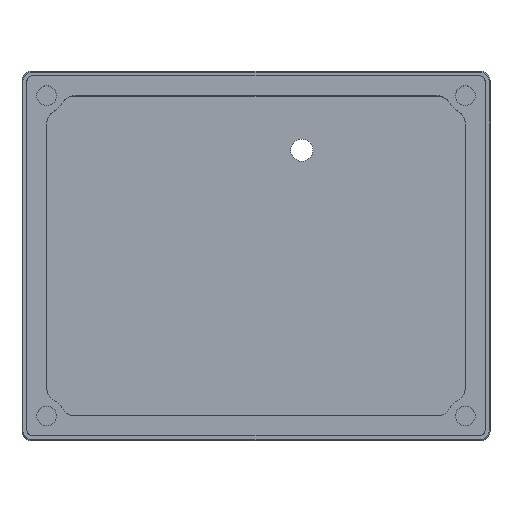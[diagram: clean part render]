
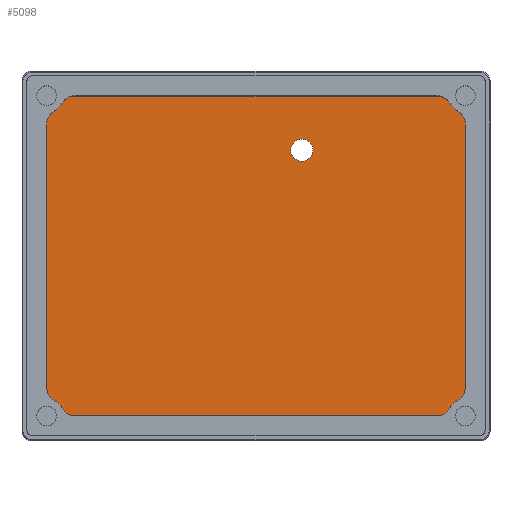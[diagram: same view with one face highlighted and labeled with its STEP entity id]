
A CAD part, top view. The second image highlights one B-rep face of the part: STEP entity #5098.
In plain terms, the highlighted planar face has unit normal (0, 0, 1).
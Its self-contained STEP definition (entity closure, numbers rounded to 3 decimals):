
#227 = CARTESIAN_POINT ( 'NONE',  ( 47.5, 37.5, -20. ) ) ;
#422 = CARTESIAN_POINT ( 'NONE',  ( 47.5, 32.5, -20. ) ) ;
#439 = EDGE_CURVE ( 'NONE', #1253, #4421, #3200, .T. ) ;
#590 = LINE ( 'NONE', #5312, #5332 ) ;
#664 = EDGE_LOOP ( 'NONE', ( #4871, #1423, #2057, #1039 ) ) ;
#674 = FACE_BOUND ( 'NONE', #2829, .T. ) ;
#759 = EDGE_CURVE ( 'NONE', #3311, #1075, #2195, .T. ) ;
#765 = AXIS2_PLACEMENT_3D ( 'NONE', #5482, #2949, #4633 ) ;
#768 = ORIENTED_EDGE ( 'NONE', *, *, #2082, .F. ) ;
#1039 = ORIENTED_EDGE ( 'NONE', *, *, #3307, .T. ) ;
#1045 = AXIS2_PLACEMENT_3D ( 'NONE', #5067, #2974, #5086 ) ;
#1075 = VERTEX_POINT ( 'NONE', #3376 ) ;
#1222 = VECTOR ( 'NONE', #5535, 1000. ) ;
#1236 = DIRECTION ( 'NONE',  ( 0., -1., 0. ) ) ;
#1253 = VERTEX_POINT ( 'NONE', #1375 ) ;
#1375 = CARTESIAN_POINT ( 'NONE',  ( 7.05, 21.5, -20. ) ) ;
#1423 = ORIENTED_EDGE ( 'NONE', *, *, #759, .F. ) ;
#1781 = CARTESIAN_POINT ( 'NONE',  ( 47.5, -32.5, -20. ) ) ;
#1888 = DIRECTION ( 'NONE',  ( 0., 0., 1. ) ) ;
#2057 = ORIENTED_EDGE ( 'NONE', *, *, #2308, .F. ) ;
#2082 = EDGE_CURVE ( 'NONE', #4421, #1253, #4342, .T. ) ;
#2083 = CARTESIAN_POINT ( 'NONE',  ( 42.5, -32.5, -20. ) ) ;
#2109 = AXIS2_PLACEMENT_3D ( 'NONE', #227, #1888, #3597 ) ;
#2195 = LINE ( 'NONE', #1781, #3383 ) ;
#2308 = EDGE_CURVE ( 'NONE', #2749, #3311, #590, .T. ) ;
#2436 = EDGE_CURVE ( 'NONE', #4331, #1075, #3365, .T. ) ;
#2502 = LINE ( 'NONE', #422, #1222 ) ;
#2749 = VERTEX_POINT ( 'NONE', #3667 ) ;
#2829 = EDGE_LOOP ( 'NONE', ( #768, #5161 ) ) ;
#2949 = DIRECTION ( 'NONE',  ( 0., 0., 1. ) ) ;
#2974 = DIRECTION ( 'NONE',  ( 0., 0., 1. ) ) ;
#3198 = CARTESIAN_POINT ( 'NONE',  ( -42.5, 32.5, -20. ) ) ;
#3200 = CIRCLE ( 'NONE', #1045, 2.25 ) ;
#3307 = EDGE_CURVE ( 'NONE', #2749, #4331, #2502, .T. ) ;
#3311 = VERTEX_POINT ( 'NONE', #2083 ) ;
#3365 = LINE ( 'NONE', #4234, #3461 ) ;
#3376 = CARTESIAN_POINT ( 'NONE',  ( -42.5, -32.5, -20. ) ) ;
#3383 = VECTOR ( 'NONE', #5209, 1000. ) ;
#3461 = VECTOR ( 'NONE', #1236, 1000. ) ;
#3597 = DIRECTION ( 'NONE',  ( 1., 0., 0. ) ) ;
#3667 = CARTESIAN_POINT ( 'NONE',  ( 42.5, 32.5, -20. ) ) ;
#4039 = DIRECTION ( 'NONE',  ( 0., -1., 0. ) ) ;
#4099 = FACE_OUTER_BOUND ( 'NONE', #664, .T. ) ;
#4234 = CARTESIAN_POINT ( 'NONE',  ( -42.5, 37.5, -20. ) ) ;
#4251 = CARTESIAN_POINT ( 'NONE',  ( 11.55, 21.5, -20. ) ) ;
#4331 = VERTEX_POINT ( 'NONE', #3198 ) ;
#4342 = CIRCLE ( 'NONE', #765, 2.25 ) ;
#4421 = VERTEX_POINT ( 'NONE', #4251 ) ;
#4633 = DIRECTION ( 'NONE',  ( 1., 0., 0. ) ) ;
#4871 = ORIENTED_EDGE ( 'NONE', *, *, #2436, .T. ) ;
#5067 = CARTESIAN_POINT ( 'NONE',  ( 9.3, 21.5, -20. ) ) ;
#5086 = DIRECTION ( 'NONE',  ( 1., 0., 0. ) ) ;
#5098 = ADVANCED_FACE ( 'NONE', ( #674, #4099 ), #5320, .T. ) ;
#5161 = ORIENTED_EDGE ( 'NONE', *, *, #439, .F. ) ;
#5209 = DIRECTION ( 'NONE',  ( -1., 0., 0. ) ) ;
#5312 = CARTESIAN_POINT ( 'NONE',  ( 42.5, 37.5, -20. ) ) ;
#5320 = PLANE ( 'NONE',  #2109 ) ;
#5332 = VECTOR ( 'NONE', #4039, 1000. ) ;
#5482 = CARTESIAN_POINT ( 'NONE',  ( 9.3, 21.5, -20. ) ) ;
#5535 = DIRECTION ( 'NONE',  ( -1., 0., 0. ) ) ;
